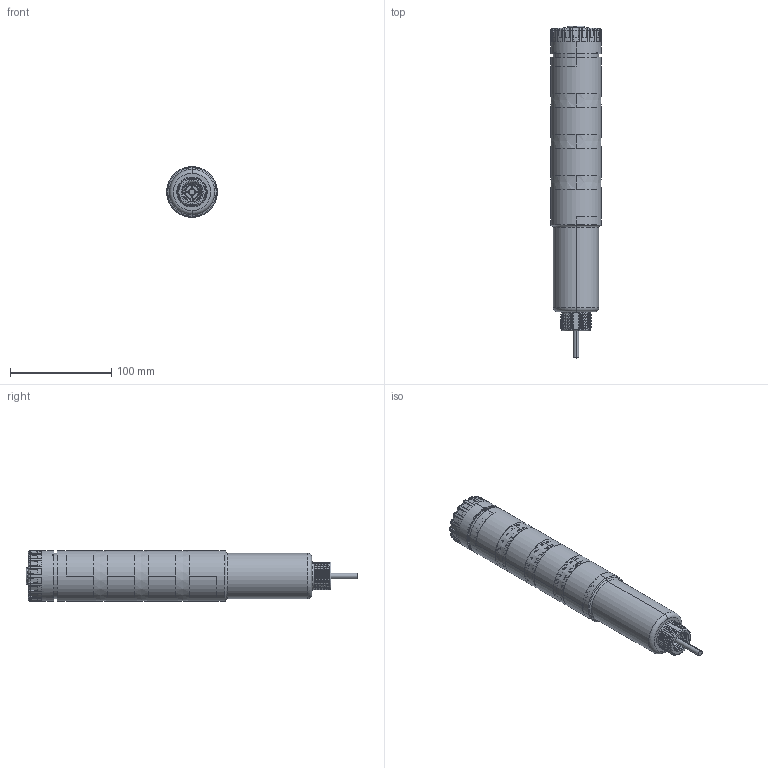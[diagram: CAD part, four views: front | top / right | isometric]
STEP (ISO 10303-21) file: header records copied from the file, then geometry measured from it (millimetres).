
FILE_DESCRIPTION((''),'2;1');
FILE_NAME('168265_SW','2012-10-16T',('banengservice'),('BANNER ENGINEERING'),'PRO/ENGINEER BY PARAMETRIC TECHNOLOGY CORPORATION, 2009141','PRO/ENGINEER BY PARAMETRIC TECHNOLOGY CORPORATION, 2009141','');
FILE_SCHEMA(('CONFIG_CONTROL_DESIGN'));
Products named in the file (1): 168265_SW
Bounding box: 50 x 328.45 x 50 mm (x, y, z)
Volume: 170502.5 mm3; surface area: 149739.6 mm2
Topology: 3 solids, 3 shells, 2337 faces, 5955 edges, 3739 vertices
Faces by surface type: plane 842, cylinder 635, bspline 344, torus 268, cone 176, sphere 72
Entity records: 142516 total; most frequent: CARTESIAN_POINT 87706, ORIENTED_EDGE 11906, DIRECTION 11006, EDGE_CURVE 5953, AXIS2_PLACEMENT_3D 4237, VERTEX_POINT 3739, VECTOR 2532, LINE 2532
